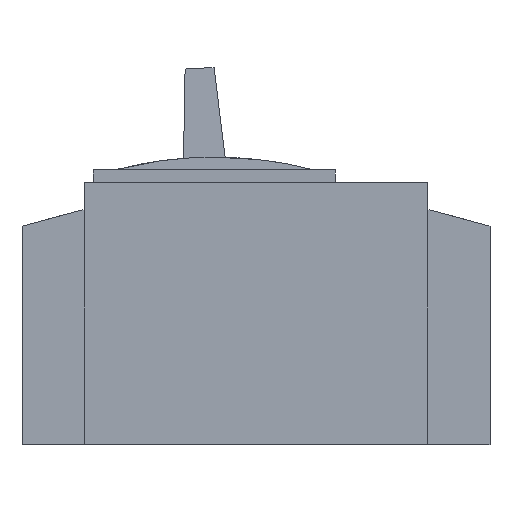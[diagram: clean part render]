
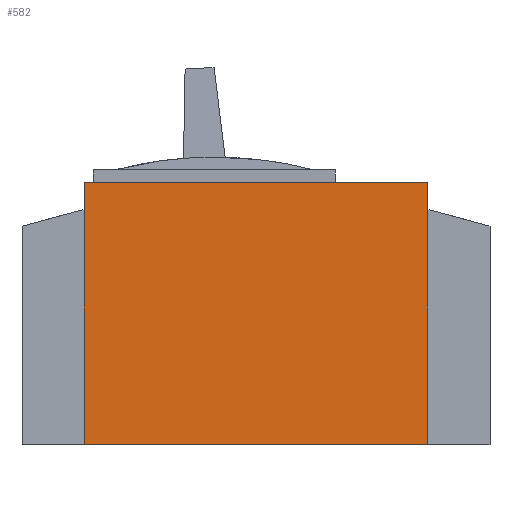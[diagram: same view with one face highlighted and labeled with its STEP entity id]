
A CAD part, left-side view. The second image highlights one B-rep face of the part: STEP entity #582.
In plain terms, the highlighted planar face has unit normal (-1, 0, 0).
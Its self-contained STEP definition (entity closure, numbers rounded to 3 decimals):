
#41 = VERTEX_POINT ( 'NONE', #745 ) ;
#301 = PLANE ( 'NONE',  #1817 ) ;
#302 = CARTESIAN_POINT ( 'NONE',  ( 0., 67.5, 103. ) ) ;
#321 = DIRECTION ( 'NONE',  ( 1., 0., 0. ) ) ;
#582 = ADVANCED_FACE ( 'PLANAR_3', ( #3036 ), #301, .F. ) ;
#745 = CARTESIAN_POINT ( 'NONE',  ( 0., 67.5, 0. ) ) ;
#1673 = EDGE_CURVE ( 'NONE', #1889, #1888, #3291, .T. ) ;
#1684 = EDGE_CURVE ( 'NONE', #1865, #41, #3295, .T. ) ;
#1725 = EDGE_CURVE ( 'NONE', #41, #1888, #3378, .T. ) ;
#1756 = EDGE_CURVE ( 'NONE', #1865, #1889, #3446, .T. ) ;
#1817 = AXIS2_PLACEMENT_3D ( 'NONE', #302, #321, #3113 ) ;
#1865 = VERTEX_POINT ( 'NONE', #3850 ) ;
#1888 = VERTEX_POINT ( 'NONE', #3873 ) ;
#1889 = VERTEX_POINT ( 'NONE', #3874 ) ;
#2239 = ORIENTED_EDGE ( 'NONE', *, *, #1673, .F. ) ;
#2266 = ORIENTED_EDGE ( 'NONE', *, *, #1684, .T. ) ;
#2267 = ORIENTED_EDGE ( 'NONE', *, *, #1756, .F. ) ;
#2381 = ORIENTED_EDGE ( 'NONE', *, *, #1725, .T. ) ;
#2459 = EDGE_LOOP ( 'NONE', ( #2381, #2239, #2267, #2266 ) ) ;
#3036 = FACE_OUTER_BOUND ( 'NONE', #2459, .T. ) ;
#3113 = DIRECTION ( 'NONE',  ( 0., 0., -1. ) ) ;
#3291 = LINE ( 'NONE', #3588, #3294 ) ;
#3294 = VECTOR ( 'NONE', #3595, 1000. ) ;
#3295 = LINE ( 'NONE', #3609, #3313 ) ;
#3313 = VECTOR ( 'NONE', #3620, 1000. ) ;
#3378 = LINE ( 'NONE', #3709, #3384 ) ;
#3384 = VECTOR ( 'NONE', #3710, 1000. ) ;
#3446 = LINE ( 'NONE', #3775, #3447 ) ;
#3447 = VECTOR ( 'NONE', #3776, 1000. ) ;
#3588 = CARTESIAN_POINT ( 'NONE',  ( 0., -67.5, 103. ) ) ;
#3595 = DIRECTION ( 'NONE',  ( 0., 0., -1. ) ) ;
#3609 = CARTESIAN_POINT ( 'NONE',  ( 0., 67.5, 103. ) ) ;
#3620 = DIRECTION ( 'NONE',  ( 0., 0., -1. ) ) ;
#3709 = CARTESIAN_POINT ( 'NONE',  ( 0., 67.5, 0. ) ) ;
#3710 = DIRECTION ( 'NONE',  ( 0., -1., 0. ) ) ;
#3775 = CARTESIAN_POINT ( 'NONE',  ( 0., 67.5, 103. ) ) ;
#3776 = DIRECTION ( 'NONE',  ( 0., -1., 0. ) ) ;
#3850 = CARTESIAN_POINT ( 'NONE',  ( 0., 67.5, 103. ) ) ;
#3873 = CARTESIAN_POINT ( 'NONE',  ( 0., -67.5, 0. ) ) ;
#3874 = CARTESIAN_POINT ( 'NONE',  ( 0., -67.5, 103. ) ) ;
